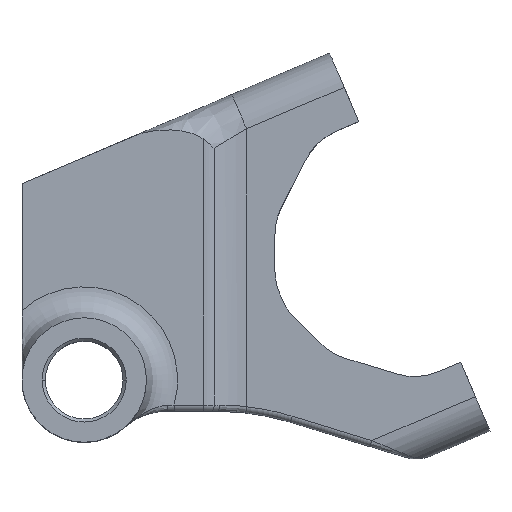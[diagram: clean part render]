
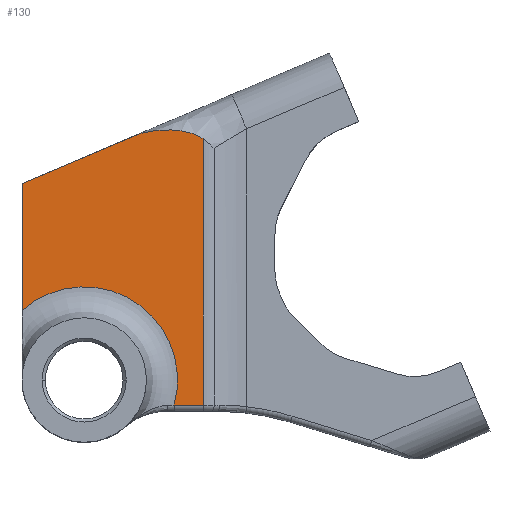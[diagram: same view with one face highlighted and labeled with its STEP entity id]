
A CAD part, top view. The second image highlights one B-rep face of the part: STEP entity #130.
In plain terms, the highlighted planar face has unit normal (0, 0, 1).
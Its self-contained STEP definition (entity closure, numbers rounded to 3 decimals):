
#130 = ADVANCED_FACE ( 'NONE', ( #1821 ), #4764, .F. ) ;
#467 = ORIENTED_EDGE ( 'NONE', *, *, #692, .T. ) ;
#468 = ORIENTED_EDGE ( 'NONE', *, *, #691, .T. ) ;
#469 = ORIENTED_EDGE ( 'NONE', *, *, #547, .T. ) ;
#470 = ORIENTED_EDGE ( 'NONE', *, *, #597, .T. ) ;
#471 = ORIENTED_EDGE ( 'NONE', *, *, #693, .T. ) ;
#472 = ORIENTED_EDGE ( 'NONE', *, *, #677, .T. ) ;
#547 = EDGE_CURVE ( 'NONE', #1058, #1059, #5099, .T. ) ;
#597 = EDGE_CURVE ( 'NONE', #1059, #1083, #5165, .T. ) ;
#677 = EDGE_CURVE ( 'NONE', #1143, #1141, #5281, .T. ) ;
#691 = EDGE_CURVE ( 'NONE', #1142, #1058, #5060, .T. ) ;
#692 = EDGE_CURVE ( 'NONE', #1141, #1142, #5293, .T. ) ;
#693 = EDGE_CURVE ( 'NONE', #1083, #1143, #5298, .T. ) ;
#934 = AXIS2_PLACEMENT_3D ( 'NONE', #4759, #4769, #4770 ) ;
#1009 = AXIS2_PLACEMENT_3D ( 'NONE', #5871, #5894, #5895 ) ;
#1058 = VERTEX_POINT ( 'NONE', #6446 ) ;
#1059 = VERTEX_POINT ( 'NONE', #6434 ) ;
#1083 = VERTEX_POINT ( 'NONE', #6470 ) ;
#1141 = VERTEX_POINT ( 'NONE', #6528 ) ;
#1142 = VERTEX_POINT ( 'NONE', #6529 ) ;
#1143 = VERTEX_POINT ( 'NONE', #6530 ) ;
#1412 = EDGE_LOOP ( 'NONE', ( #467, #468, #469, #470, #471, #472 ) ) ;
#1821 = FACE_OUTER_BOUND ( 'NONE', #1412, .T. ) ;
#4759 = CARTESIAN_POINT ( 'NONE',  ( -11.864, 60.146, 2. ) ) ;
#4764 = PLANE ( 'NONE',  #934 ) ;
#4769 = DIRECTION ( 'NONE',  ( 0., 0., -1. ) ) ;
#4770 = DIRECTION ( 'NONE',  ( 1., 0., 0. ) ) ;
#5060 = B_SPLINE_CURVE_WITH_KNOTS ( 'NONE', 3,
 ( #5798, #5872, #5873, #5874, #5875, #5876, #5877, #5878, #5879, #5880, #5881, #5882, #5883, #5884, #5885, #5886, #5887, #5888, #5889, #5890 ),
 .UNSPECIFIED., .F., .F.,
 ( 4, 2, 2, 2, 2, 2, 2, 2, 2, 4 ),
 ( 0., 0.001, 0.003, 0.006, 0.009, 0.012, 0.015, 0.017, 0.02, 0.023 ),
 .UNSPECIFIED. ) ;
#5099 = LINE ( 'NONE', #5354, #5100 ) ;
#5100 = VECTOR ( 'NONE', #5363, 1000. ) ;
#5165 = LINE ( 'NONE', #5521, #5166 ) ;
#5166 = VECTOR ( 'NONE', #5522, 1000. ) ;
#5281 = LINE ( 'NONE', #5789, #5282 ) ;
#5282 = VECTOR ( 'NONE', #5790, 1000. ) ;
#5293 = LINE ( 'NONE', #5891, #5297 ) ;
#5297 = VECTOR ( 'NONE', #5892, 1000. ) ;
#5298 = CIRCLE ( 'NONE', #1009, 30. ) ;
#5354 = CARTESIAN_POINT ( 'NONE',  ( 26.656, 83.015, 2. ) ) ;
#5363 = DIRECTION ( 'NONE',  ( -0.921, -0.391, 0. ) ) ;
#5521 = CARTESIAN_POINT ( 'NONE',  ( -20., 63.21, 2. ) ) ;
#5522 = DIRECTION ( 'NONE',  ( 0., -1., 0. ) ) ;
#5789 = CARTESIAN_POINT ( 'NONE',  ( -11.864, -8., 2. ) ) ;
#5790 = DIRECTION ( 'NONE',  ( 1., 0., 0. ) ) ;
#5798 = CARTESIAN_POINT ( 'NONE',  ( 38.257, 77.542, 2. ) ) ;
#5871 = CARTESIAN_POINT ( 'NONE',  ( 0., 0., 2. ) ) ;
#5872 = CARTESIAN_POINT ( 'NONE',  ( 37.867, 77.851, 2. ) ) ;
#5873 = CARTESIAN_POINT ( 'NONE',  ( 37.453, 78.112, 2. ) ) ;
#5874 = CARTESIAN_POINT ( 'NONE',  ( 36.598, 78.572, 2. ) ) ;
#5875 = CARTESIAN_POINT ( 'NONE',  ( 36.155, 78.772, 2. ) ) ;
#5876 = CARTESIAN_POINT ( 'NONE',  ( 34.798, 79.307, 2. ) ) ;
#5877 = CARTESIAN_POINT ( 'NONE',  ( 33.848, 79.579, 2. ) ) ;
#5878 = CARTESIAN_POINT ( 'NONE',  ( 31.945, 80.003, 2. ) ) ;
#5879 = CARTESIAN_POINT ( 'NONE',  ( 30.987, 80.156, 2. ) ) ;
#5880 = CARTESIAN_POINT ( 'NONE',  ( 29.06, 80.37, 2. ) ) ;
#5881 = CARTESIAN_POINT ( 'NONE',  ( 28.091, 80.431, 2. ) ) ;
#5882 = CARTESIAN_POINT ( 'NONE',  ( 26.142, 80.464, 2. ) ) ;
#5883 = CARTESIAN_POINT ( 'NONE',  ( 25.16, 80.435, 2. ) ) ;
#5884 = CARTESIAN_POINT ( 'NONE',  ( 23.223, 80.287, 2. ) ) ;
#5885 = CARTESIAN_POINT ( 'NONE',  ( 22.263, 80.168, 2. ) ) ;
#5886 = CARTESIAN_POINT ( 'NONE',  ( 20.364, 79.836, 2. ) ) ;
#5887 = CARTESIAN_POINT ( 'NONE',  ( 19.424, 79.622, 2. ) ) ;
#5888 = CARTESIAN_POINT ( 'NONE',  ( 17.566, 79.087, 2. ) ) ;
#5889 = CARTESIAN_POINT ( 'NONE',  ( 16.648, 78.766, 2. ) ) ;
#5890 = CARTESIAN_POINT ( 'NONE',  ( 15.743, 78.382, 2. ) ) ;
#5891 = CARTESIAN_POINT ( 'NONE',  ( 38.257, 60.146, 2. ) ) ;
#5892 = DIRECTION ( 'NONE',  ( 0., 1., 0. ) ) ;
#5894 = DIRECTION ( 'NONE',  ( 0., 0., -1. ) ) ;
#5895 = DIRECTION ( 'NONE',  ( -1., 0., 0. ) ) ;
#6434 = CARTESIAN_POINT ( 'NONE',  ( -20., 63.21, 2. ) ) ;
#6446 = CARTESIAN_POINT ( 'NONE',  ( 15.743, 78.382, 2. ) ) ;
#6470 = CARTESIAN_POINT ( 'NONE',  ( -20., 22.361, 2. ) ) ;
#6528 = CARTESIAN_POINT ( 'NONE',  ( 38.257, -8., 2. ) ) ;
#6529 = CARTESIAN_POINT ( 'NONE',  ( 38.257, 77.542, 2. ) ) ;
#6530 = CARTESIAN_POINT ( 'NONE',  ( 28.914, -8., 2. ) ) ;
